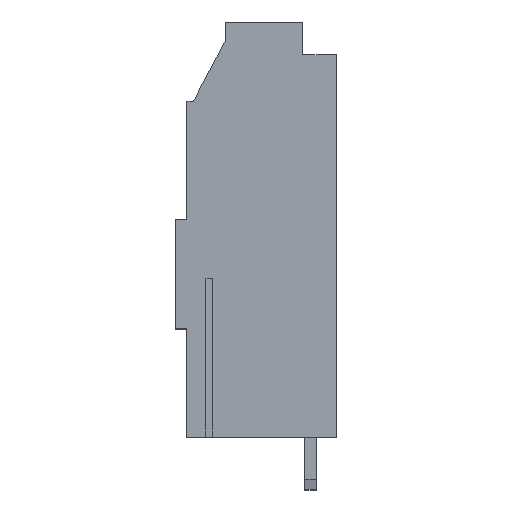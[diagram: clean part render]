
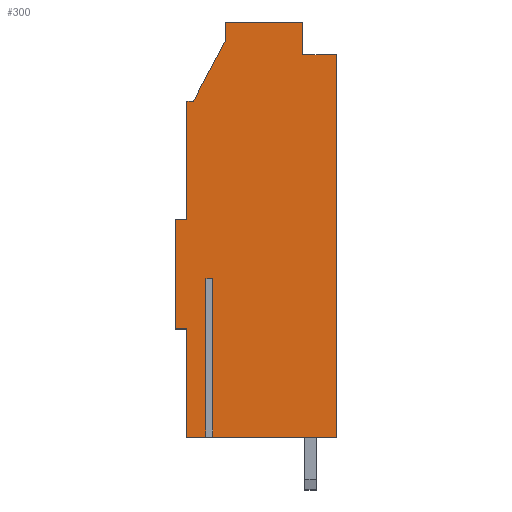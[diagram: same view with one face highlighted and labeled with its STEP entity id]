
A CAD part, top view. The second image highlights one B-rep face of the part: STEP entity #300.
In plain terms, the highlighted planar face has unit normal (0, 0, 1).
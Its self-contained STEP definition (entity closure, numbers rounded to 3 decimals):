
#300 = ADVANCED_FACE( '', ( #660 ), #661, .T. );
#660 = FACE_OUTER_BOUND( '', #1100, .T. );
#661 = PLANE( '', #1101 );
#1100 = EDGE_LOOP( '', ( #1727, #1728, #1729, #1730, #1731, #1732, #1733, #1734, #1735, #1736, #1737, #1738, #1739, #1740, #1741, #1742, #1743 ) );
#1101 = AXIS2_PLACEMENT_3D( '', #1744, #1745, #1746 );
#1727 = ORIENTED_EDGE( '', *, *, #2999, .T. );
#1728 = ORIENTED_EDGE( '', *, *, #3000, .T. );
#1729 = ORIENTED_EDGE( '', *, *, #3001, .T. );
#1730 = ORIENTED_EDGE( '', *, *, #2990, .T. );
#1731 = ORIENTED_EDGE( '', *, *, #3002, .T. );
#1732 = ORIENTED_EDGE( '', *, *, #3003, .T. );
#1733 = ORIENTED_EDGE( '', *, *, #2870, .T. );
#1734 = ORIENTED_EDGE( '', *, *, #3004, .T. );
#1735 = ORIENTED_EDGE( '', *, *, #3005, .T. );
#1736 = ORIENTED_EDGE( '', *, *, #3006, .T. );
#1737 = ORIENTED_EDGE( '', *, *, #3007, .T. );
#1738 = ORIENTED_EDGE( '', *, *, #3008, .T. );
#1739 = ORIENTED_EDGE( '', *, *, #3009, .T. );
#1740 = ORIENTED_EDGE( '', *, *, #3010, .F. );
#1741 = ORIENTED_EDGE( '', *, *, #2955, .T. );
#1742 = ORIENTED_EDGE( '', *, *, #2970, .T. );
#1743 = ORIENTED_EDGE( '', *, *, #2985, .T. );
#1744 = CARTESIAN_POINT( '', ( 5.25, 15.75, 2.54 ) );
#1745 = DIRECTION( '', ( 0., 0., 1. ) );
#1746 = DIRECTION( '', ( 1., 0., 0. ) );
#2870 = EDGE_CURVE( '', #3465, #3463, #3466, .T. );
#2955 = EDGE_CURVE( '', #3614, #3612, #3615, .T. );
#2970 = EDGE_CURVE( '', #3612, #3636, #3638, .T. );
#2985 = EDGE_CURVE( '', #3636, #3659, #3661, .T. );
#2990 = EDGE_CURVE( '', #3668, #3666, #3669, .T. );
#2999 = EDGE_CURVE( '', #3659, #3683, #3684, .T. );
#3000 = EDGE_CURVE( '', #3683, #3685, #3686, .T. );
#3001 = EDGE_CURVE( '', #3685, #3668, #3687, .T. );
#3002 = EDGE_CURVE( '', #3666, #3688, #3689, .T. );
#3003 = EDGE_CURVE( '', #3688, #3465, #3690, .T. );
#3004 = EDGE_CURVE( '', #3463, #3691, #3692, .T. );
#3005 = EDGE_CURVE( '', #3691, #3693, #3694, .T. );
#3006 = EDGE_CURVE( '', #3693, #3695, #3696, .T. );
#3007 = EDGE_CURVE( '', #3695, #3697, #3698, .T. );
#3008 = EDGE_CURVE( '', #3697, #3699, #3700, .T. );
#3009 = EDGE_CURVE( '', #3699, #3701, #3702, .T. );
#3010 = EDGE_CURVE( '', #3614, #3701, #3703, .T. );
#3463 = VERTEX_POINT( '', #4329 );
#3465 = VERTEX_POINT( '', #4332 );
#3466 = LINE( '', #4333, #4334 );
#3612 = VERTEX_POINT( '', #4545 );
#3614 = VERTEX_POINT( '', #4548 );
#3615 = LINE( '', #4549, #4550 );
#3636 = VERTEX_POINT( '', #4582 );
#3638 = LINE( '', #4585, #4586 );
#3659 = VERTEX_POINT( '', #4616 );
#3661 = LINE( '', #4619, #4620 );
#3666 = VERTEX_POINT( '', #4628 );
#3668 = VERTEX_POINT( '', #4631 );
#3669 = LINE( '', #4632, #4633 );
#3683 = VERTEX_POINT( '', #4651 );
#3684 = LINE( '', #4652, #4653 );
#3685 = VERTEX_POINT( '', #4654 );
#3686 = LINE( '', #4655, #4656 );
#3687 = LINE( '', #4657, #4658 );
#3688 = VERTEX_POINT( '', #4659 );
#3689 = LINE( '', #4660, #4661 );
#3690 = LINE( '', #4662, #4663 );
#3691 = VERTEX_POINT( '', #4664 );
#3692 = LINE( '', #4665, #4666 );
#3693 = VERTEX_POINT( '', #4667 );
#3694 = LINE( '', #4668, #4669 );
#3695 = VERTEX_POINT( '', #4670 );
#3696 = LINE( '', #4671, #4672 );
#3697 = VERTEX_POINT( '', #4673 );
#3698 = LINE( '', #4674, #4675 );
#3699 = VERTEX_POINT( '', #4676 );
#3700 = LINE( '', #4677, #4678 );
#3701 = VERTEX_POINT( '', #4679 );
#3702 = LINE( '', #4680, #4681 );
#3703 = LINE( '', #4682, #4683 );
#4329 = CARTESIAN_POINT( '', ( 8.8, 31.5, 2.54 ) );
#4332 = CARTESIAN_POINT( '', ( 8.8, 29., 2.54 ) );
#4333 = CARTESIAN_POINT( '', ( 8.8, 29., 2.54 ) );
#4334 = VECTOR( '', #5439, 1000. );
#4545 = CARTESIAN_POINT( '', ( 0., 8.2, 2.54 ) );
#4548 = CARTESIAN_POINT( '', ( -0.85, 8.2, 2.54 ) );
#4549 = CARTESIAN_POINT( '', ( -0.85, 8.2, 2.54 ) );
#4550 = VECTOR( '', #5512, 1000. );
#4582 = CARTESIAN_POINT( '', ( 0., 0., 2.54 ) );
#4585 = CARTESIAN_POINT( '', ( 0., 8.2, 2.54 ) );
#4586 = VECTOR( '', #5525, 1000. );
#4616 = CARTESIAN_POINT( '', ( 1.446, 0., 2.54 ) );
#4619 = CARTESIAN_POINT( '', ( 0., 0., 2.54 ) );
#4620 = VECTOR( '', #5536, 1000. );
#4628 = CARTESIAN_POINT( '', ( 11.35, 0., 2.54 ) );
#4631 = CARTESIAN_POINT( '', ( 1.954, 0., 2.54 ) );
#4632 = CARTESIAN_POINT( '', ( 1.954, 0., 2.54 ) );
#4633 = VECTOR( '', #5541, 1000. );
#4651 = CARTESIAN_POINT( '', ( 1.446, 12., 2.54 ) );
#4652 = CARTESIAN_POINT( '', ( 1.446, 0., 2.54 ) );
#4653 = VECTOR( '', #5552, 1000. );
#4654 = CARTESIAN_POINT( '', ( 1.954, 12., 2.54 ) );
#4655 = CARTESIAN_POINT( '', ( 1.446, 12., 2.54 ) );
#4656 = VECTOR( '', #5553, 1000. );
#4657 = CARTESIAN_POINT( '', ( 1.954, 12., 2.54 ) );
#4658 = VECTOR( '', #5554, 1000. );
#4659 = CARTESIAN_POINT( '', ( 11.35, 29., 2.54 ) );
#4660 = CARTESIAN_POINT( '', ( 11.35, 0., 2.54 ) );
#4661 = VECTOR( '', #5555, 1000. );
#4662 = CARTESIAN_POINT( '', ( 11.35, 29., 2.54 ) );
#4663 = VECTOR( '', #5556, 1000. );
#4664 = CARTESIAN_POINT( '', ( 2.9, 31.5, 2.54 ) );
#4665 = CARTESIAN_POINT( '', ( 8.8, 31.5, 2.54 ) );
#4666 = VECTOR( '', #5557, 1000. );
#4667 = CARTESIAN_POINT( '', ( 2.9, 30., 2.54 ) );
#4668 = CARTESIAN_POINT( '', ( 2.9, 31.5, 2.54 ) );
#4669 = VECTOR( '', #5558, 1000. );
#4670 = CARTESIAN_POINT( '', ( 0.5, 25.5, 2.54 ) );
#4671 = CARTESIAN_POINT( '', ( 2.9, 30., 2.54 ) );
#4672 = VECTOR( '', #5559, 1000. );
#4673 = CARTESIAN_POINT( '', ( 0., 25.5, 2.54 ) );
#4674 = CARTESIAN_POINT( '', ( 0.5, 25.5, 2.54 ) );
#4675 = VECTOR( '', #5560, 1000. );
#4676 = CARTESIAN_POINT( '', ( 0., 16.5, 2.54 ) );
#4677 = CARTESIAN_POINT( '', ( 0., 25.5, 2.54 ) );
#4678 = VECTOR( '', #5561, 1000. );
#4679 = CARTESIAN_POINT( '', ( -0.85, 16.5, 2.54 ) );
#4680 = CARTESIAN_POINT( '', ( 0., 16.5, 2.54 ) );
#4681 = VECTOR( '', #5562, 1000. );
#4682 = CARTESIAN_POINT( '', ( -0.85, 0., 2.54 ) );
#4683 = VECTOR( '', #5563, 1000. );
#5439 = DIRECTION( '', ( 0., 1., 0. ) );
#5512 = DIRECTION( '', ( 1., 0., 0. ) );
#5525 = DIRECTION( '', ( 0., -1., 0. ) );
#5536 = DIRECTION( '', ( 1., 0., 0. ) );
#5541 = DIRECTION( '', ( 1., 0., 0. ) );
#5552 = DIRECTION( '', ( 0., 1., 0. ) );
#5553 = DIRECTION( '', ( 1., 0., 0. ) );
#5554 = DIRECTION( '', ( 0., -1., 0. ) );
#5555 = DIRECTION( '', ( 0., 1., 0. ) );
#5556 = DIRECTION( '', ( -1., 0., 0. ) );
#5557 = DIRECTION( '', ( -1., 0., 0. ) );
#5558 = DIRECTION( '', ( 0., -1., 0. ) );
#5559 = DIRECTION( '', ( -0.471, -0.882, 0. ) );
#5560 = DIRECTION( '', ( -1., 0., 0. ) );
#5561 = DIRECTION( '', ( 0., -1., 0. ) );
#5562 = DIRECTION( '', ( -1., 0., 0. ) );
#5563 = DIRECTION( '', ( 0., 1., 0. ) );
